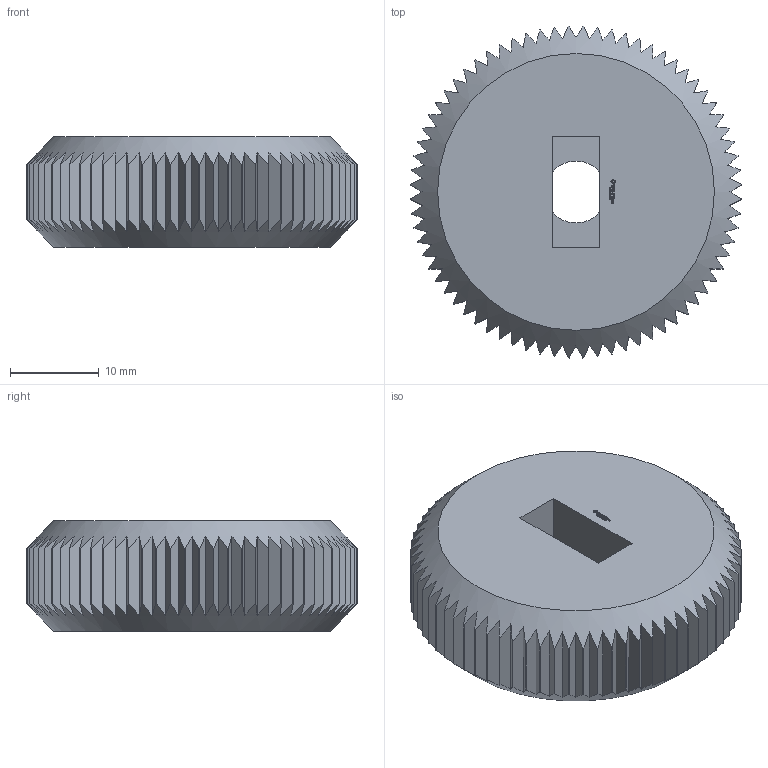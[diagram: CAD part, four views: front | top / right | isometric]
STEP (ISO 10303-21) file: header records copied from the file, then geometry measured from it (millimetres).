
FILE_DESCRIPTION(('FreeCAD Model'),'2;1');
FILE_NAME('Open CASCADE Shape Model','2024-01-03T18:19:40',(''),(''), 'Open CASCADE STEP processor 7.6','FreeCAD','Unknown');
FILE_SCHEMA(('AUTOMOTIVE_DESIGN { 1 0 10303 214 1 1 1 1 }'));
Products named in the file (1): Knob KNR BVD SCR ISR BU01.00x03.00 - SPN-KNB-0007 (stemfie.org)
Bounding box: 37.47 x 37.47 x 12.5 mm (x, y, z)
Volume: 11421.5 mm3; surface area: 4354 mm2
Topology: 1 solids, 1 shells, 688 faces, 1953 edges, 1300 vertices
Faces by surface type: plane 462, extrusion 148, cylinder 74, cone 4
Entity records: 48886 total; most frequent: CARTESIAN_POINT 10800, DIRECTION 6647, VECTOR 4381, LINE 4233, ORIENTED_EDGE 3906, PCURVE 3906, DEFINITIONAL_REPRESENTATION 3906, EDGE_CURVE 1953
